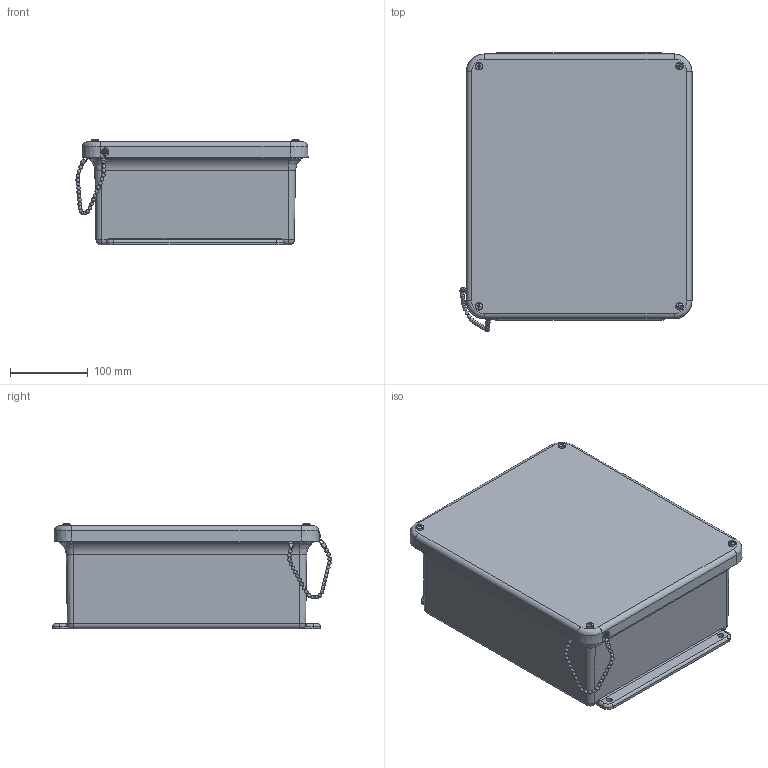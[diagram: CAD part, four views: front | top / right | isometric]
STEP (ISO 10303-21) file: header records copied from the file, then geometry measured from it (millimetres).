
FILE_DESCRIPTION(/* description */ (''),/* implementation_level */ '2;1');
FILE_NAME(/* name */ 'HW-J121005SC.stp',/* time_stamp */ '2014-03-17T10:05:40-05:00',/* author */ ('pmescher'),/* organization */ (''),/* preprocessor_version */ 'ST-DEVELOPER v15.2',/* originating_system */ 'Autodesk Inventor 2014',/* authorisation */ '');
FILE_SCHEMA (('AUTOMOTIVE_DESIGN { 1 0 10303 214 3 1 1 }'));
Length unit declared in the file: inch
Products named in the file (21): J1210W_1; RMINS45821P_119; RMINS45821P_120; RMINS45821P_121; RMINS45821P_122; RMINS45821P_123; RMINS45821P_124; RMINS45821P_125; RMINS45821P_126; J1210BW; J1210WCVR; GASKET_1210; WP1210WU; RMSC10X063PHCPH; RMRIV44; RMWAS283X126X026; END; CURVED CHAIN_1210; 10SS_1210; RMRIV43; J1210W_STP
Bounding box: 298.43 x 358.69 x 135.89 mm (x, y, z)
Volume: 1412133.4 mm3; surface area: 733637.7 mm2
Topology: 21 solids, 21 shells, 862 faces, 2166 edges, 1361 vertices
Faces by surface type: cylinder 287, cone 213, plane 187, bspline 87, torus 52, sphere 36
Full cylindrical faces by diameter (mm): 3.175 x2, 3.2 x1, 3.556 x5, 3.683 x4, 3.861 x5, 3.962 x7, 3.967 x80, 4.762 x2, 4.826 x80, 5.537 x4, 6.35 x2, 6.858 x8, 7.188 x1
Entity records: 18558 total; most frequent: CARTESIAN_POINT 7411, DIRECTION 2392, ORIENTED_EDGE 1954, AXIS2_PLACEMENT_3D 1038, EDGE_CURVE 977, EDGE_LOOP 730, VERTEX_POINT 677, ADVANCED_FACE 511
